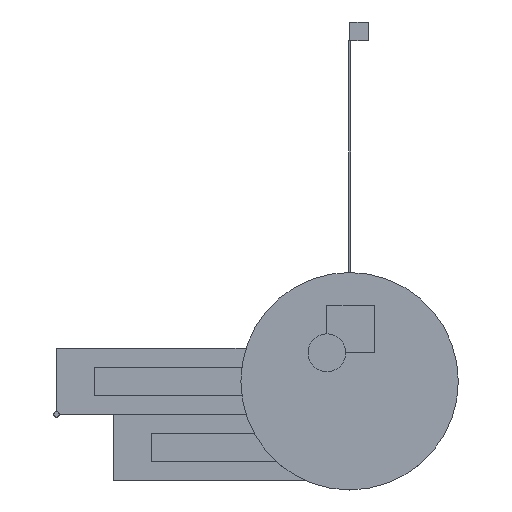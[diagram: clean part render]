
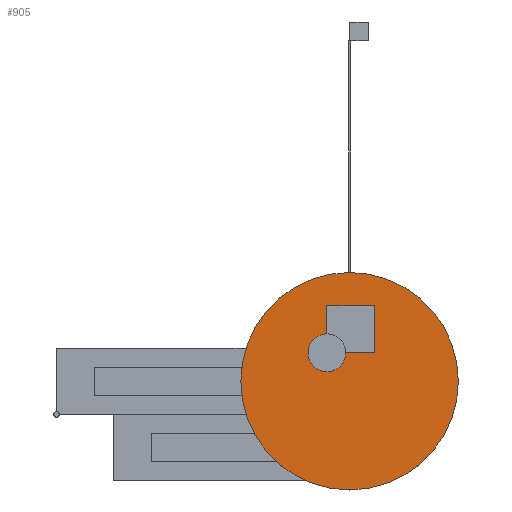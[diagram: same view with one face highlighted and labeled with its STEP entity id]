
A CAD part, top view. The second image highlights one B-rep face of the part: STEP entity #905.
In plain terms, the highlighted planar face has unit normal (0, 0, 1).
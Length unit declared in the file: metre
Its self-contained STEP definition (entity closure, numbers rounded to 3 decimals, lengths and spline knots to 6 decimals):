
#821 = EDGE_CURVE('',#822,#822,#824,.T.);
#822 = VERTEX_POINT('',#823);
#823 = CARTESIAN_POINT('',(1.45,0.3,1.257));
#824 = SURFACE_CURVE('',#825,(#830,#842),.PCURVE_S1.);
#825 = CIRCLE('',#826,1.15);
#826 = AXIS2_PLACEMENT_3D('',#827,#828,#829);
#827 = CARTESIAN_POINT('',(0.3,0.3,1.257));
#828 = DIRECTION('',(0.,0.,1.));
#829 = DIRECTION('',(1.,0.,0.));
#830 = PCURVE('',#831,#836);
#831 = CYLINDRICAL_SURFACE('',#832,1.15);
#832 = AXIS2_PLACEMENT_3D('',#833,#834,#835);
#833 = CARTESIAN_POINT('',(0.3,0.3,1.143));
#834 = DIRECTION('',(0.,0.,1.));
#835 = DIRECTION('',(1.,0.,0.));
#836 = DEFINITIONAL_REPRESENTATION('',(#837),#841);
#837 = LINE('',#838,#839);
#838 = CARTESIAN_POINT('',(0.,0.114));
#839 = VECTOR('',#840,1.);
#840 = DIRECTION('',(1.,0.));
#841 = ( GEOMETRIC_REPRESENTATION_CONTEXT(2) 
PARAMETRIC_REPRESENTATION_CONTEXT() REPRESENTATION_CONTEXT('2D SPACE',''
  ) );
#842 = PCURVE('',#843,#848);
#843 = PLANE('',#844);
#844 = AXIS2_PLACEMENT_3D('',#845,#846,#847);
#845 = CARTESIAN_POINT('',(0.3,0.3,1.257));
#846 = DIRECTION('',(0.,0.,1.));
#847 = DIRECTION('',(1.,0.,0.));
#848 = DEFINITIONAL_REPRESENTATION('',(#849),#853);
#849 = CIRCLE('',#850,1.15);
#850 = AXIS2_PLACEMENT_2D('',#851,#852);
#851 = CARTESIAN_POINT('',(0.,0.));
#852 = DIRECTION('',(1.,0.));
#853 = ( GEOMETRIC_REPRESENTATION_CONTEXT(2) 
PARAMETRIC_REPRESENTATION_CONTEXT() REPRESENTATION_CONTEXT('2D SPACE',''
  ) );
#905 = ADVANCED_FACE('',(#906),#843,.T.);
#906 = FACE_BOUND('',#907,.T.);
#907 = EDGE_LOOP('',(#908));
#908 = ORIENTED_EDGE('',*,*,#821,.T.);
